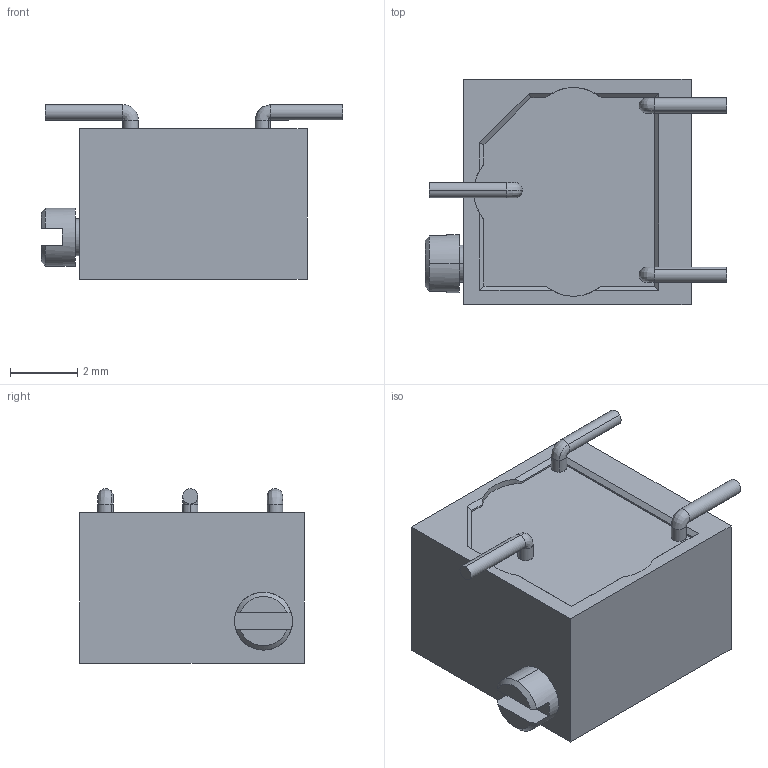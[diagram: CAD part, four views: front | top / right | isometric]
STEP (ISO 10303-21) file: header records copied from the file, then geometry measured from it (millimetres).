
FILE_DESCRIPTION((''),'2;1');
FILE_NAME('_3269P001XXX','2012-10-25T',('stevec'),('Bourns, Inc.'),'PRO/ENGINEER BY PARAMETRIC TECHNOLOGY CORPORATION, 2012230','PRO/ENGINEER BY PARAMETRIC TECHNOLOGY CORPORATION, 2012230','');
FILE_SCHEMA(('CONFIG_CONTROL_DESIGN'));
Length unit declared in the file: inch
Products named in the file (1): _3269P001XXX
Bounding box: 8.99 x 6.71 x 5.21 mm (x, y, z)
Volume: 202.6 mm3; surface area: 238.3 mm2
Topology: 1 solids, 1 shells, 64 faces, 153 edges, 92 vertices
Faces by surface type: plane 33, cylinder 21, bspline 6, torus 2, cone 2
Entity records: 1973 total; most frequent: CARTESIAN_POINT 480, DIRECTION 308, ORIENTED_EDGE 294, EDGE_CURVE 147, AXIS2_PLACEMENT_3D 115, VERTEX_POINT 92, VECTOR 78, LINE 78
